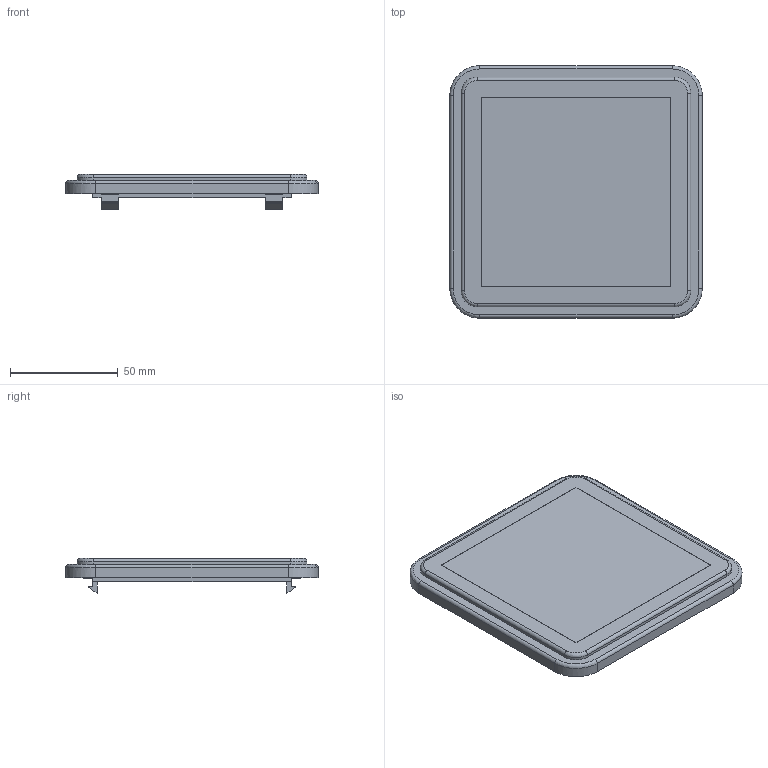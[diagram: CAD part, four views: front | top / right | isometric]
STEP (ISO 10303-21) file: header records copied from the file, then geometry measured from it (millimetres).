
FILE_DESCRIPTION (( 'STEP AP203' ), '1' );
FILE_NAME ('SC02.V.STEP', '2022-06-23T13:31:33', ( '' ), ( '' ), 'SwSTEP 2.0', 'SolidWorks 2021', '' );
FILE_SCHEMA (( 'CONFIG_CONTROL_DESIGN' ));
Length unit declared in the file: millimetre
Products named in the file (1): SC02.V
Bounding box: 117 x 117 x 16.3 mm (x, y, z)
Surface area: 47919.4 mm2 (no closed solid volume)
Topology: 0 solids, 2 shells, 135 faces, 378 edges, 242 vertices
Faces by surface type: plane 77, cylinder 42, torus 16
Entity records: 4848 total; most frequent: CARTESIAN_POINT 1496, ORIENTED_EDGE 714, DIRECTION 602, EDGE_CURVE 378, VERTEX_POINT 242, VECTOR 210, LINE 210, AXIS2_PLACEMENT_3D 196
